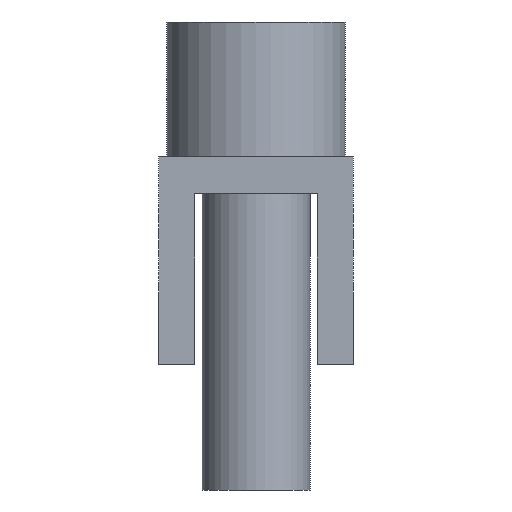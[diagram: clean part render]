
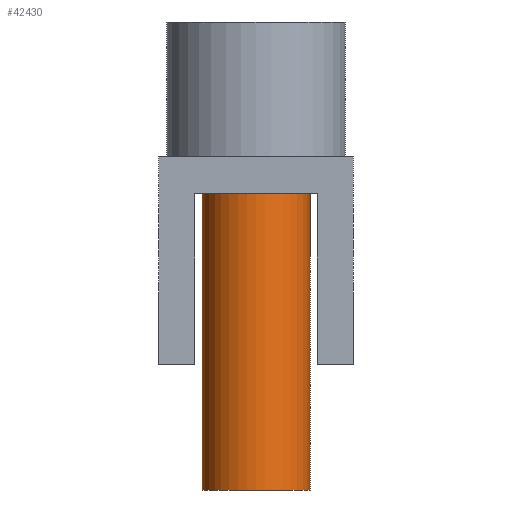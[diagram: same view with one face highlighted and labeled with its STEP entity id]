
A CAD part, left-side view. The second image highlights one B-rep face of the part: STEP entity #42430.
In plain terms, the highlighted cylindrical face has radius 3 mm (diameter 6 mm), a partial arc.
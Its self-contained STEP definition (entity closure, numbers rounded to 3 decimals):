
#1560=CARTESIAN_POINT('',(41.741,26.558,-37.5));
#1570=DIRECTION('',(0.,-1.,0.));
#1580=DIRECTION('',(-1.,0.,0.));
#1590=AXIS2_PLACEMENT_3D('',#1560,#1570,#1580);
#1600=CIRCLE('',#1590,3.);
#1610=CARTESIAN_POINT('',(38.741,26.558,-37.5));
#1620=VERTEX_POINT('',#1610);
#1630=CARTESIAN_POINT('',(44.741,26.558,-37.5));
#1640=VERTEX_POINT('',#1630);
#1650=EDGE_CURVE('',#1620,#1640,#1600,.T.);
#24870=CARTESIAN_POINT('',(41.741,43.058,-37.5));
#24880=DIRECTION('',(0.,-1.,0.));
#24890=DIRECTION('',(-1.,0.,0.));
#24900=AXIS2_PLACEMENT_3D('',#24870,#24880,#24890);
#24910=CIRCLE('',#24900,3.);
#24920=CARTESIAN_POINT('',(38.741,43.058,-37.5));
#24930=VERTEX_POINT('',#24920);
#24940=CARTESIAN_POINT('',(44.741,43.058,-37.5));
#24950=VERTEX_POINT('',#24940);
#24960=EDGE_CURVE('',#24930,#24950,#24910,.T.);
#32160=CARTESIAN_POINT('',(44.741,44.058,-37.5));
#32170=DIRECTION('',(0.,-1.,0.));
#32180=VECTOR('',#32170,1.);
#32190=LINE('',#32160,#32180);
#32200=EDGE_CURVE('',#24950,#1640,#32190,.T.);
#32230=CARTESIAN_POINT('',(38.741,44.058,-37.5));
#32240=DIRECTION('',(0.,-1.,0.));
#32250=VECTOR('',#32240,1.);
#32260=LINE('',#32230,#32250);
#32270=EDGE_CURVE('',#24930,#1620,#32260,.T.);
#42320=CARTESIAN_POINT('',(41.741,44.058,-37.5));
#42330=DIRECTION('',(0.,-1.,0.));
#42340=DIRECTION('',(-1.,0.,0.));
#42350=AXIS2_PLACEMENT_3D('',#42320,#42330,#42340);
#42360=CYLINDRICAL_SURFACE('',#42350,3.);
#42370=ORIENTED_EDGE('',*,*,#1650,.F.);
#42380=ORIENTED_EDGE('',*,*,#32200,.T.);
#42390=ORIENTED_EDGE('',*,*,#24960,.T.);
#42400=ORIENTED_EDGE('',*,*,#32270,.F.);
#42410=EDGE_LOOP('',(#42400,#42390,#42380,#42370));
#42420=FACE_OUTER_BOUND('',#42410,.T.);
#42430=ADVANCED_FACE('',(#42420),#42360,.T.);
